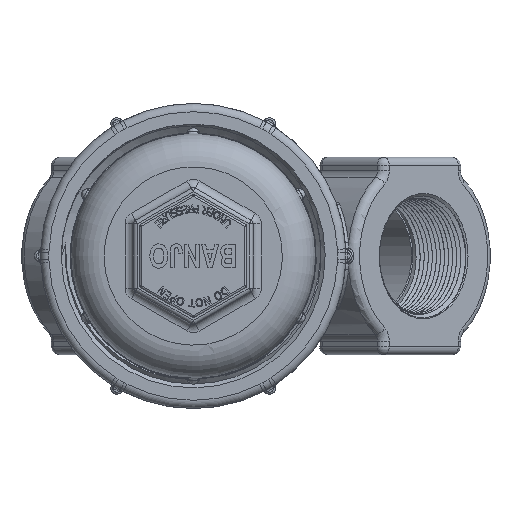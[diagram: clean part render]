
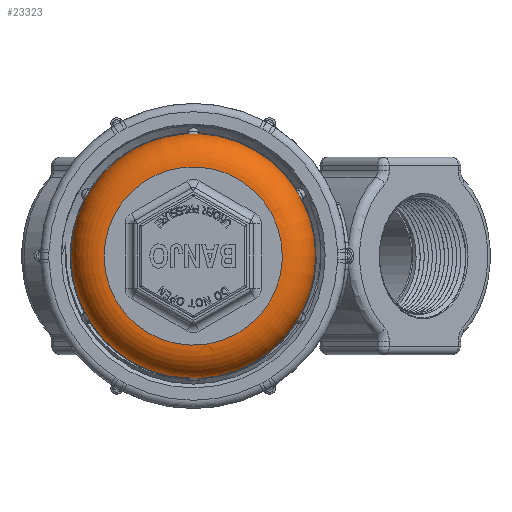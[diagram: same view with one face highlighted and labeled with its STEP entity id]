
A CAD part, front view. The second image highlights one B-rep face of the part: STEP entity #23323.
In plain terms, the highlighted toroidal (fillet/blend) face has major radius 34.319 mm and minor radius 12.7 mm.
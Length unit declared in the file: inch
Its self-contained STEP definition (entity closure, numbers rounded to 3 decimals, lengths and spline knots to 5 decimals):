
#236=TOROIDAL_SURFACE($,#25500,1.35115,0.5);
#4984=CIRCLE($,#25283,1.35115);
#5100=CIRCLE($,#25501,1.85115);
#5101=CIRCLE($,#25502,1.85115);
#5102=CIRCLE($,#25503,1.85115);
#5103=CIRCLE($,#25504,1.85115);
#5104=CIRCLE($,#25505,1.85115);
#5105=CIRCLE($,#25506,1.85115);
#5361=FACE_BOUND($,#7561,.T.);
#6121=FACE_OUTER_BOUND($,#7560,.T.);
#7560=EDGE_LOOP($,(#18426,#18427,#18428,#18429,#18430,#18431,#18432,#18433,
#18434,#18435,#18436,#18437));
#7561=EDGE_LOOP($,(#18438));
#8689=B_SPLINE_CURVE_WITH_KNOTS($,3,(#45996,#45997,#45998,#45999,#46000,
#46001),.UNSPECIFIED.,.F.,.F.,(4,1,1,4),(-2.97563,-2.70553,
-2.52547,-2.3454),.UNSPECIFIED.);
#8693=B_SPLINE_CURVE_WITH_KNOTS($,3,(#46058,#46059,#46060,#46061,#46062,
#46063),.UNSPECIFIED.,.F.,.F.,(4,1,1,4),(-0.63023,-0.45016,
-0.2701,0.),.UNSPECIFIED.);
#8694=B_SPLINE_CURVE_WITH_KNOTS($,3,(#46067,#46068,#46069,#46070,#46071,
#46072),.UNSPECIFIED.,.F.,.F.,(4,1,1,4),(-2.97563,-2.79557,
-2.6155,-2.3454),.UNSPECIFIED.);
#8695=B_SPLINE_CURVE_WITH_KNOTS($,3,(#46076,#46077,#46078,#46079,#46080,
#46081),.UNSPECIFIED.,.F.,.F.,(4,1,1,4),(-2.97563,-2.79557,
-2.6155,-2.3454),.UNSPECIFIED.);
#8696=B_SPLINE_CURVE_WITH_KNOTS($,3,(#46085,#46086,#46087,#46088,#46089,
#46090),.UNSPECIFIED.,.F.,.F.,(4,1,1,4),(-0.63023,-0.45016,
-0.2701,0.),.UNSPECIFIED.);
#8697=B_SPLINE_CURVE_WITH_KNOTS($,3,(#46094,#46095,#46096,#46097,#46098,
#46099),.UNSPECIFIED.,.F.,.F.,(4,1,1,4),(-2.97563,-2.79557,
-2.6155,-2.3454),.UNSPECIFIED.);
#10381=VERTEX_POINT($,#45157);
#10512=VERTEX_POINT($,#45953);
#10514=VERTEX_POINT($,#45994);
#10515=VERTEX_POINT($,#46055);
#10516=VERTEX_POINT($,#46057);
#10517=VERTEX_POINT($,#46064);
#10518=VERTEX_POINT($,#46066);
#10519=VERTEX_POINT($,#46073);
#10520=VERTEX_POINT($,#46075);
#10521=VERTEX_POINT($,#46082);
#10522=VERTEX_POINT($,#46084);
#10523=VERTEX_POINT($,#46091);
#10524=VERTEX_POINT($,#46093);
#13131=EDGE_CURVE($,#10381,#10381,#4984,.T.);
#13363=EDGE_CURVE($,#10514,#10512,#8689,.T.);
#13369=EDGE_CURVE($,#10515,#10514,#5100,.T.);
#13370=EDGE_CURVE($,#10516,#10515,#8693,.T.);
#13371=EDGE_CURVE($,#10517,#10516,#5101,.T.);
#13372=EDGE_CURVE($,#10518,#10517,#8694,.T.);
#13373=EDGE_CURVE($,#10519,#10518,#5102,.T.);
#13374=EDGE_CURVE($,#10520,#10519,#8695,.T.);
#13375=EDGE_CURVE($,#10521,#10520,#5103,.T.);
#13376=EDGE_CURVE($,#10522,#10521,#8696,.T.);
#13377=EDGE_CURVE($,#10523,#10522,#5104,.T.);
#13378=EDGE_CURVE($,#10524,#10523,#8697,.T.);
#13379=EDGE_CURVE($,#10512,#10524,#5105,.T.);
#18426=ORIENTED_EDGE($,*,*,#13363,.F.);
#18427=ORIENTED_EDGE($,*,*,#13369,.F.);
#18428=ORIENTED_EDGE($,*,*,#13370,.F.);
#18429=ORIENTED_EDGE($,*,*,#13371,.F.);
#18430=ORIENTED_EDGE($,*,*,#13372,.F.);
#18431=ORIENTED_EDGE($,*,*,#13373,.F.);
#18432=ORIENTED_EDGE($,*,*,#13374,.F.);
#18433=ORIENTED_EDGE($,*,*,#13375,.F.);
#18434=ORIENTED_EDGE($,*,*,#13376,.F.);
#18435=ORIENTED_EDGE($,*,*,#13377,.F.);
#18436=ORIENTED_EDGE($,*,*,#13378,.F.);
#18437=ORIENTED_EDGE($,*,*,#13379,.F.);
#18438=ORIENTED_EDGE($,*,*,#13131,.T.);
#23323=ADVANCED_FACE($,(#6121,#5361),#236,.T.);
#25283=AXIS2_PLACEMENT_3D($,#45158,#28941,#28942);
#25500=AXIS2_PLACEMENT_3D($,#46054,#29465,#29466);
#25501=AXIS2_PLACEMENT_3D($,#46056,#29467,#29468);
#25502=AXIS2_PLACEMENT_3D($,#46065,#29469,#29470);
#25503=AXIS2_PLACEMENT_3D($,#46074,#29471,#29472);
#25504=AXIS2_PLACEMENT_3D($,#46083,#29473,#29474);
#25505=AXIS2_PLACEMENT_3D($,#46092,#29475,#29476);
#25506=AXIS2_PLACEMENT_3D($,#46100,#29477,#29478);
#28941=DIRECTION('center_axis',(0.,1.,0.));
#28942=DIRECTION('ref_axis',(-1.,0.,0.));
#29465=DIRECTION('center_axis',(0.,1.,0.));
#29466=DIRECTION('ref_axis',(0.,0.,1.));
#29467=DIRECTION('center_axis',(0.,1.,0.));
#29468=DIRECTION('ref_axis',(-1.,0.,0.));
#29469=DIRECTION('center_axis',(0.,1.,0.));
#29470=DIRECTION('ref_axis',(-1.,0.,0.));
#29471=DIRECTION('center_axis',(0.,1.,0.));
#29472=DIRECTION('ref_axis',(-1.,0.,0.));
#29473=DIRECTION('center_axis',(0.,1.,0.));
#29474=DIRECTION('ref_axis',(-1.,0.,0.));
#29475=DIRECTION('center_axis',(0.,1.,0.));
#29476=DIRECTION('ref_axis',(-1.,0.,0.));
#29477=DIRECTION('center_axis',(0.,1.,0.));
#29478=DIRECTION('ref_axis',(-1.,0.,0.));
#45157=CARTESIAN_POINT('',(-1.35115,-3.44,0.));
#45158=CARTESIAN_POINT('Origin',(0.,-3.44,0.));
#45953=CARTESIAN_POINT('',(-1.54725,-2.94,1.01625));
#45994=CARTESIAN_POINT('',(-1.65373,-2.94,0.83183));
#45996=CARTESIAN_POINT('Ctrl Pts',(-1.65373,-2.94,
0.83183));
#45997=CARTESIAN_POINT('Ctrl Pts',(-1.64357,-2.9639,0.85202));
#45998=CARTESIAN_POINT('Ctrl Pts',(-1.61605,-2.99004,
0.89903));
#45999=CARTESIAN_POINT('Ctrl Pts',(-1.5753,-2.98083,
0.97004));
#46000=CARTESIAN_POINT('Ctrl Pts',(-1.55551,-2.9559,
1.00368));
#46001=CARTESIAN_POINT('Ctrl Pts',(-1.54725,-2.94,
1.01625));
#46054=CARTESIAN_POINT('Origin',(0.,-2.94,0.));
#46055=CARTESIAN_POINT('',(-1.65373,-2.94,-0.83183));
#46056=CARTESIAN_POINT('Origin',(0.,-2.94,0.));
#46057=CARTESIAN_POINT('',(-1.54725,-2.94,-1.01625));
#46058=CARTESIAN_POINT('Ctrl Pts',(-1.54725,-2.94,
-1.01625));
#46059=CARTESIAN_POINT('Ctrl Pts',(-1.55552,-2.95593,
-1.00366));
#46060=CARTESIAN_POINT('Ctrl Pts',(-1.5753,-2.98081,
-0.97004));
#46061=CARTESIAN_POINT('Ctrl Pts',(-1.61605,-2.99004,
-0.89902));
#46062=CARTESIAN_POINT('Ctrl Pts',(-1.64359,-2.96386,
-0.85199));
#46063=CARTESIAN_POINT('Ctrl Pts',(-1.65373,-2.94,
-0.83183));
#46064=CARTESIAN_POINT('',(-0.10647,-2.94,-1.84809));
#46065=CARTESIAN_POINT('Origin',(0.,-2.94,0.));
#46066=CARTESIAN_POINT('',(0.10647,-2.94,-1.84809));
#46067=CARTESIAN_POINT('Ctrl Pts',(0.10647,-2.94,
-1.84809));
#46068=CARTESIAN_POINT('Ctrl Pts',(0.09143,-2.95593,
-1.84895));
#46069=CARTESIAN_POINT('Ctrl Pts',(0.05244,-2.98081,
-1.84927));
#46070=CARTESIAN_POINT('Ctrl Pts',(-0.02945,-2.99004,
-1.84906));
#46071=CARTESIAN_POINT('Ctrl Pts',(-0.08395,-2.96386,
-1.84938));
#46072=CARTESIAN_POINT('Ctrl Pts',(-0.10647,-2.94,
-1.84809));
#46073=CARTESIAN_POINT('',(1.54725,-2.94,-1.01625));
#46074=CARTESIAN_POINT('Origin',(0.,-2.94,0.));
#46075=CARTESIAN_POINT('',(1.65373,-2.94,-0.83183));
#46076=CARTESIAN_POINT('Ctrl Pts',(1.65373,-2.94,-0.83183));
#46077=CARTESIAN_POINT('Ctrl Pts',(1.64696,-2.95593,-0.84529));
#46078=CARTESIAN_POINT('Ctrl Pts',(1.62773,-2.98081,-0.87922));
#46079=CARTESIAN_POINT('Ctrl Pts',(1.5866,-2.99004,-0.95003));
#46080=CARTESIAN_POINT('Ctrl Pts',(1.55964,-2.96386,-0.9974));
#46081=CARTESIAN_POINT('Ctrl Pts',(1.54725,-2.94,-1.01625));
#46082=CARTESIAN_POINT('',(1.65373,-2.94,0.83183));
#46083=CARTESIAN_POINT('Origin',(0.,-2.94,0.));
#46084=CARTESIAN_POINT('',(1.54725,-2.94,1.01625));
#46085=CARTESIAN_POINT('Ctrl Pts',(1.54725,-2.94,1.01625));
#46086=CARTESIAN_POINT('Ctrl Pts',(1.55552,-2.95593,1.00366));
#46087=CARTESIAN_POINT('Ctrl Pts',(1.5753,-2.98081,0.97004));
#46088=CARTESIAN_POINT('Ctrl Pts',(1.61605,-2.99004,0.89902));
#46089=CARTESIAN_POINT('Ctrl Pts',(1.64359,-2.96386,0.85199));
#46090=CARTESIAN_POINT('Ctrl Pts',(1.65373,-2.94,0.83183));
#46091=CARTESIAN_POINT('',(0.10647,-2.94,1.84809));
#46092=CARTESIAN_POINT('Origin',(0.,-2.94,0.));
#46093=CARTESIAN_POINT('',(-0.10647,-2.94,1.84809));
#46094=CARTESIAN_POINT('Ctrl Pts',(-0.10647,-2.94,
1.84809));
#46095=CARTESIAN_POINT('Ctrl Pts',(-0.09143,-2.95593,
1.84895));
#46096=CARTESIAN_POINT('Ctrl Pts',(-0.05244,-2.98081,
1.84927));
#46097=CARTESIAN_POINT('Ctrl Pts',(0.02945,-2.99004,
1.84906));
#46098=CARTESIAN_POINT('Ctrl Pts',(0.08395,-2.96386,
1.84938));
#46099=CARTESIAN_POINT('Ctrl Pts',(0.10647,-2.94,
1.84809));
#46100=CARTESIAN_POINT('Origin',(0.,-2.94,0.));
